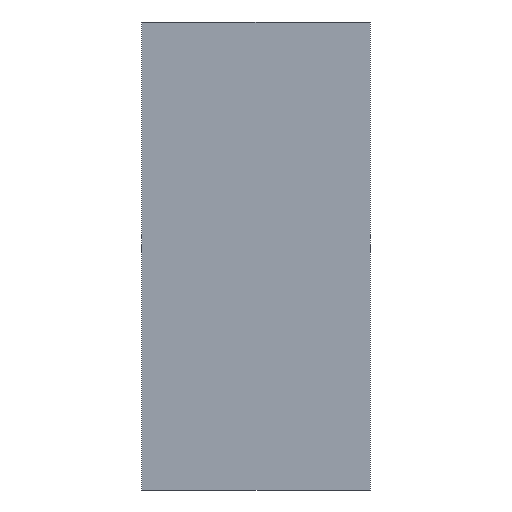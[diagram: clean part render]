
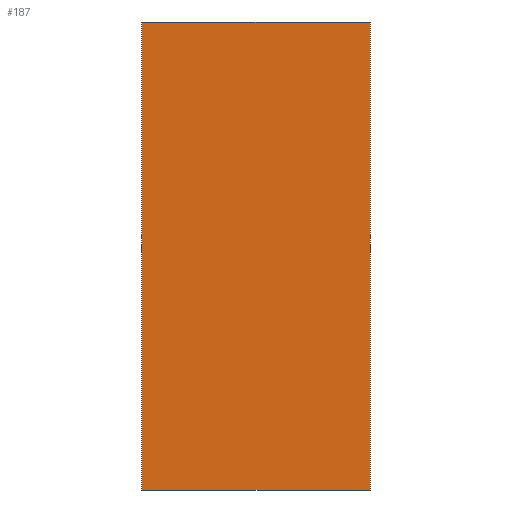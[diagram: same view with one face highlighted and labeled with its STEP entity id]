
A CAD part, front view. The second image highlights one B-rep face of the part: STEP entity #187.
In plain terms, the highlighted planar face has unit normal (0, -1, 0).
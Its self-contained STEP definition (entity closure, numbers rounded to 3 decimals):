
#7 = CARTESIAN_POINT ( 'NONE',  ( 0., 0., 0. ) ) ;
#14 = EDGE_CURVE ( 'NONE', #129, #215, #38, .T. ) ;
#17 = DIRECTION ( 'NONE',  ( 0., 0., 1. ) ) ;
#19 = LINE ( 'NONE', #95, #146 ) ;
#20 = DIRECTION ( 'NONE',  ( -1., 0., 0. ) ) ;
#23 = CARTESIAN_POINT ( 'NONE',  ( 11., 0., -22.5 ) ) ;
#33 = VECTOR ( 'NONE', #62, 1000. ) ;
#37 = CARTESIAN_POINT ( 'NONE',  ( -11., 0., -22.5 ) ) ;
#38 = LINE ( 'NONE', #37, #52 ) ;
#42 = DIRECTION ( 'NONE',  ( 0., 0., 1. ) ) ;
#52 = VECTOR ( 'NONE', #17, 1000. ) ;
#56 = EDGE_CURVE ( 'NONE', #215, #216, #114, .T. ) ;
#62 = DIRECTION ( 'NONE',  ( 0., 0., -1. ) ) ;
#69 = EDGE_CURVE ( 'NONE', #147, #129, #19, .T. ) ;
#81 = CARTESIAN_POINT ( 'NONE',  ( 11., 0., -22.5 ) ) ;
#93 = ORIENTED_EDGE ( 'NONE', *, *, #233, .F. ) ;
#95 = CARTESIAN_POINT ( 'NONE',  ( -11., 0., -22.5 ) ) ;
#113 = DIRECTION ( 'NONE',  ( 1., 0., 0. ) ) ;
#114 = LINE ( 'NONE', #151, #115 ) ;
#115 = VECTOR ( 'NONE', #113, 1000. ) ;
#129 = VERTEX_POINT ( 'NONE', #172 ) ;
#130 = ORIENTED_EDGE ( 'NONE', *, *, #56, .F. ) ;
#133 = EDGE_LOOP ( 'NONE', ( #93, #130, #148, #181 ) ) ;
#146 = VECTOR ( 'NONE', #20, 1000. ) ;
#147 = VERTEX_POINT ( 'NONE', #23 ) ;
#148 = ORIENTED_EDGE ( 'NONE', *, *, #14, .F. ) ;
#151 = CARTESIAN_POINT ( 'NONE',  ( -11., 0., 22.5 ) ) ;
#155 = FACE_OUTER_BOUND ( 'NONE', #133, .T. ) ;
#170 = AXIS2_PLACEMENT_3D ( 'NONE', #7, #226, #42 ) ;
#172 = CARTESIAN_POINT ( 'NONE',  ( -11., 0., -22.5 ) ) ;
#175 = LINE ( 'NONE', #81, #33 ) ;
#181 = ORIENTED_EDGE ( 'NONE', *, *, #69, .F. ) ;
#187 = ADVANCED_FACE ( 'NONE', ( #155 ), #206, .F. ) ;
#191 = CARTESIAN_POINT ( 'NONE',  ( -11., 0., 22.5 ) ) ;
#206 = PLANE ( 'NONE',  #170 ) ;
#215 = VERTEX_POINT ( 'NONE', #191 ) ;
#216 = VERTEX_POINT ( 'NONE', #220 ) ;
#220 = CARTESIAN_POINT ( 'NONE',  ( 11., 0., 22.5 ) ) ;
#226 = DIRECTION ( 'NONE',  ( 0., 1., 0. ) ) ;
#233 = EDGE_CURVE ( 'NONE', #216, #147, #175, .T. ) ;
